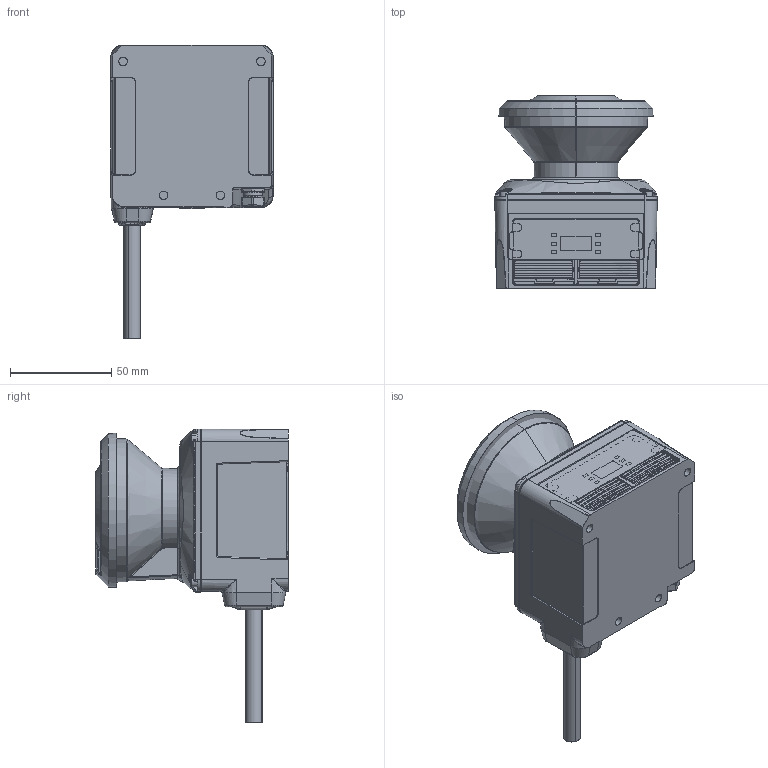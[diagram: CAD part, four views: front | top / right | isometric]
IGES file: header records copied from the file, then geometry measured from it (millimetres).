
Start section: SolidWorks IGES file using analytic representation for surfaces
Global section: file name: UAM-05LP.IGS,15; native system: HSolidWorks 2014; preprocessor: SolidWorks 2014; author: Administrator; date: 150930.084440; units: millimetre
Bounding box: 80 x 95 x 144.71 mm (x, y, z)
Surface area: 81582.3 mm2 (no closed solid volume)
Topology: 0 solids, 0 shells, 1293 faces, 12504 edges, 12476 vertices
Faces by surface type: bspline 822, revolution 471
